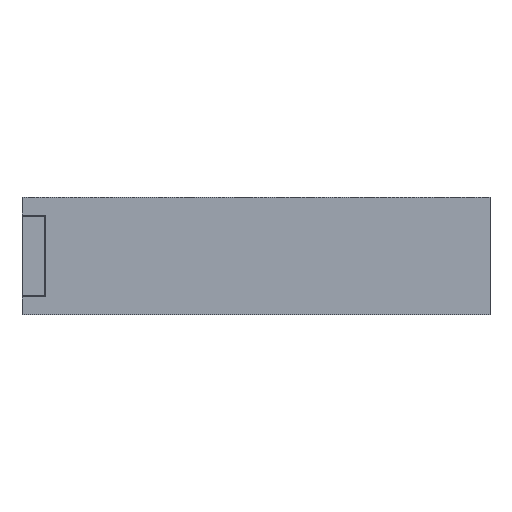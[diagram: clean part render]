
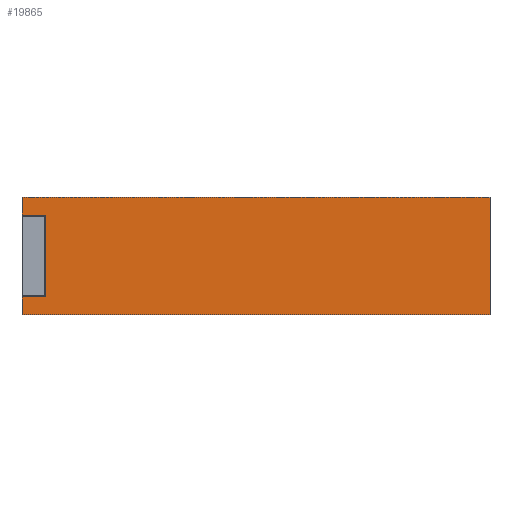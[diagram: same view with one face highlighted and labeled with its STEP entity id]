
A CAD part, left-side view. The second image highlights one B-rep face of the part: STEP entity #19865.
In plain terms, the highlighted planar face has unit normal (-1, 0, 0).
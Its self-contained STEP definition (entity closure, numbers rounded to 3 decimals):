
#3736=DIRECTION('',(0.,-1.,0.));
#3737=VECTOR('',#3736,20.);
#3738=CARTESIAN_POINT('',(0.,20.,5.));
#3739=LINE('',#3738,#3737);
#4784=DIRECTION('',(0.,-1.,0.));
#4785=VECTOR('',#4784,20.);
#4786=CARTESIAN_POINT('',(0.,20.,0.));
#4787=LINE('',#4786,#4785);
#6797=DIRECTION('',(0.,0.,-1.));
#6798=VECTOR('',#6797,3.5);
#6799=CARTESIAN_POINT('',(0.,19.,4.25));
#6800=LINE('',#6799,#6798);
#6801=DIRECTION('',(0.,-1.,0.));
#6802=VECTOR('',#6801,1.);
#6803=CARTESIAN_POINT('',(0.,20.,4.25));
#6804=LINE('',#6803,#6802);
#6805=DIRECTION('',(0.,0.,1.));
#6806=VECTOR('',#6805,0.75);
#6807=CARTESIAN_POINT('',(0.,20.,4.25));
#6808=LINE('',#6807,#6806);
#6809=DIRECTION('',(0.,0.,1.));
#6810=VECTOR('',#6809,0.75);
#6811=CARTESIAN_POINT('',(0.,20.,0.));
#6812=LINE('',#6811,#6810);
#6813=DIRECTION('',(0.,-1.,0.));
#6814=VECTOR('',#6813,1.);
#6815=CARTESIAN_POINT('',(0.,20.,0.75));
#6816=LINE('',#6815,#6814);
#6838=DIRECTION('',(0.,0.,1.));
#6839=VECTOR('',#6838,5.);
#6840=CARTESIAN_POINT('',(0.,0.,0.));
#6841=LINE('',#6840,#6839);
#6986=CARTESIAN_POINT('',(0.,0.,0.));
#6988=VERTEX_POINT('',#6986);
#6991=CARTESIAN_POINT('',(0.,20.,0.));
#6993=VERTEX_POINT('',#6991);
#6994=CARTESIAN_POINT('',(0.,0.,5.));
#6996=VERTEX_POINT('',#6994);
#6999=CARTESIAN_POINT('',(0.,20.,5.));
#7001=VERTEX_POINT('',#6999);
#7511=CARTESIAN_POINT('',(0.,20.,4.25));
#7513=VERTEX_POINT('',#7511);
#7517=CARTESIAN_POINT('',(0.,20.,0.75));
#7518=VERTEX_POINT('',#7517);
#7519=CARTESIAN_POINT('',(0.,19.,4.25));
#7520=CARTESIAN_POINT('',(0.,19.,0.75));
#7521=VERTEX_POINT('',#7519);
#7522=VERTEX_POINT('',#7520);
#19847=CARTESIAN_POINT('',(0.,20.,0.));
#19848=DIRECTION('',(-1.,0.,0.));
#19849=DIRECTION('',(0.,-1.,0.));
#19850=AXIS2_PLACEMENT_3D('',#19847,#19848,#19849);
#19851=PLANE('',#19850);
#19853=ORIENTED_EDGE('',*,*,#19852,.F.);
#19854=ORIENTED_EDGE('',*,*,#19838,.F.);
#19855=ORIENTED_EDGE('',*,*,#19827,.T.);
#19856=ORIENTED_EDGE('',*,*,#15917,.T.);
#19858=ORIENTED_EDGE('',*,*,#19857,.F.);
#19859=ORIENTED_EDGE('',*,*,#17232,.F.);
#19860=ORIENTED_EDGE('',*,*,#19822,.T.);
#19862=ORIENTED_EDGE('',*,*,#19861,.T.);
#19863=EDGE_LOOP('',(#19853,#19854,#19855,#19856,#19858,#19859,#19860,#19862));
#19864=FACE_OUTER_BOUND('',#19863,.F.);
#19865=ADVANCED_FACE('',(#19864),#19851,.T.);
#15917=EDGE_CURVE('',#7001,#6996,#3739,.T.);
#17232=EDGE_CURVE('',#6993,#6988,#4787,.T.);
#19822=EDGE_CURVE('',#6993,#7518,#6812,.T.);
#19827=EDGE_CURVE('',#7513,#7001,#6808,.T.);
#19838=EDGE_CURVE('',#7513,#7521,#6804,.T.);
#19852=EDGE_CURVE('',#7521,#7522,#6800,.T.);
#19857=EDGE_CURVE('',#6988,#6996,#6841,.T.);
#19861=EDGE_CURVE('',#7518,#7522,#6816,.T.);
